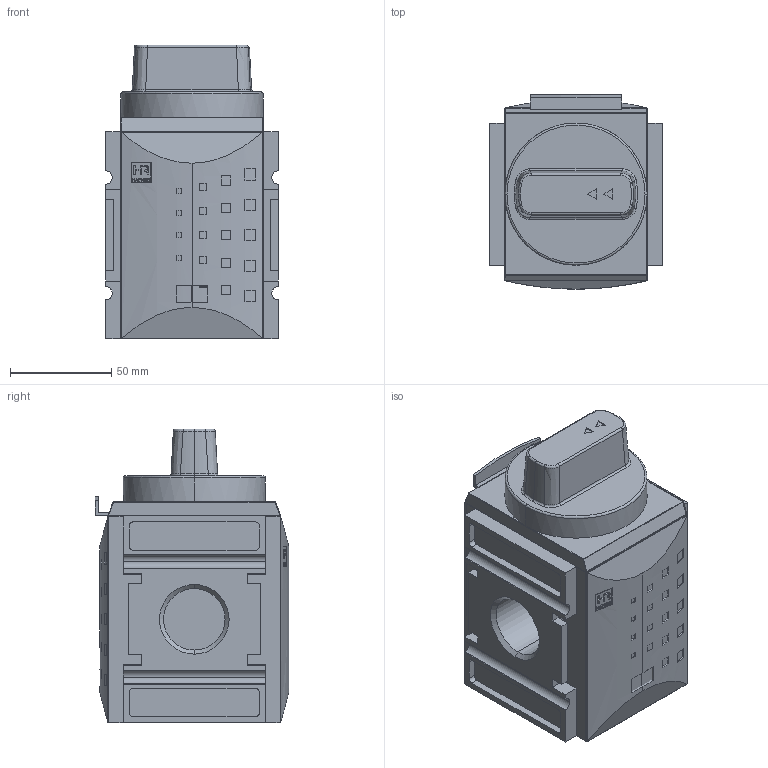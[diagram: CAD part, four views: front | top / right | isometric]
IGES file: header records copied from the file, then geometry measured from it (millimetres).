
Start section: SolidWorks IGES file using analytic representation for surfaces
Global section: file name: KBAM-434.IGS; native system: SolidWorks 2013; preprocessor: SolidWorks 2013; author: technolog; date: 140113.095625; units: millimetre
Bounding box: 85 x 95.54 x 144.7 mm (x, y, z)
Surface area: 93871.2 mm2 (no closed solid volume)
Topology: 0 solids, 2 shells, 725 faces, 4302 edges, 5672 vertices
Faces by surface type: plane 491, revolution 173, bspline 61
